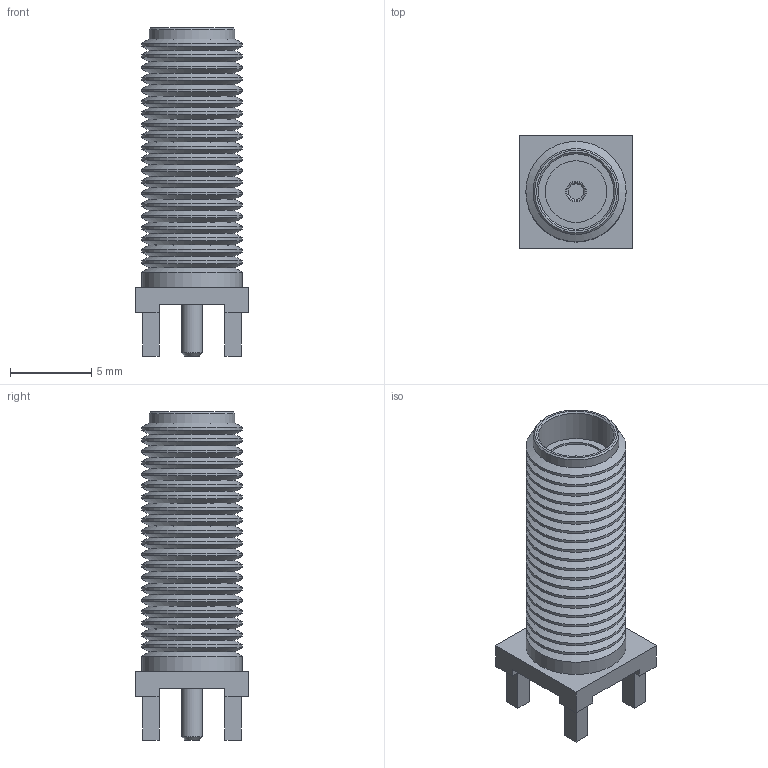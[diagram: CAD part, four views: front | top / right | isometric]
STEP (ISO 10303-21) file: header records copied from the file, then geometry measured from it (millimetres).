
FILE_DESCRIPTION(('FreeCAD Model'),'2;1');
FILE_NAME('SMA_Amphenol_132291-12_Vertical.step','2018-07-09T19:38:06',('kicad StepUp') ,('ksu MCAD'),'Open CASCADE STEP processor 7.2','FreeCAD','Unknown');
FILE_SCHEMA(('AUTOMOTIVE_DESIGN { 1 0 10303 214 1 1 1 1 }'));
Length unit declared in the file: millimetre
Products named in the file (1): SMA_Amphenol_132291-12_Vertical
Bounding box: 7 x 7 x 20.24 mm (x, y, z)
Volume: 461.9 mm3; surface area: 710.7 mm2
Topology: 1 solids, 1 shells, 137 faces, 287 edges, 159 vertices
Faces by surface type: cylinder 47, cone 45, plane 45
Full cylindrical faces by diameter (mm): 0.96 x1, 1.27 x1, 3.8 x1, 4.06 x1, 4.65 x1, 5.3 x21, 6.19 x21
Entity records: 2458 total; most frequent: ORIENTED_EDGE 492, CARTESIAN_POINT 335, EDGE_CURVE 287, AXIS2_PLACEMENT_3D 187, VERTEX_POINT 159, LINE 156, FACE_BOUND 144, EDGE_LOOP 144
